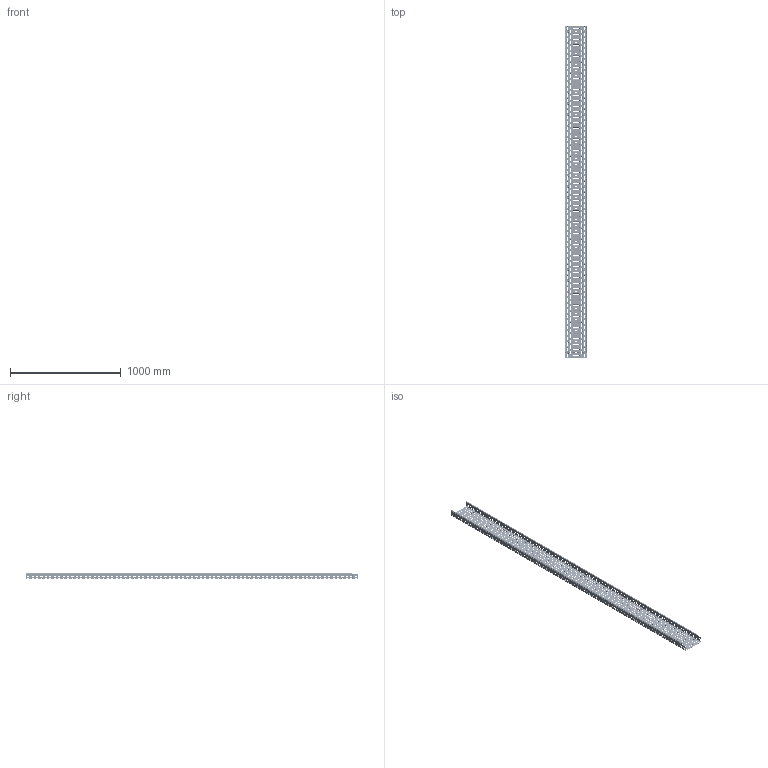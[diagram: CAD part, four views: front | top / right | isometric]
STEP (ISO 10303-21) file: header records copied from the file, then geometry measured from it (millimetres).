
FILE_DESCRIPTION(/* description */ (''),/* implementation_level */ '2;1');
FILE_NAME(/* name */ 'KGJ_KGOJ200H60_3.stp',/* time_stamp */ '2020-03-24T14:12:31+01:00',/* author */ ('stanislaw.luczak'),/* organization */ (''),/* preprocessor_version */ 'ST-DEVELOPER v18',/* originating_system */ 'Autodesk Inventor 2020',/* authorisation */ '');
FILE_SCHEMA (('AUTOMOTIVE_DESIGN { 1 0 10303 214 3 1 1 }'));
Products named in the file (1): KGJ200H60_3
Bounding box: 202 x 3000 x 62.17 mm (x, y, z)
Volume: 898525.6 mm3; surface area: 1847203 mm2
Topology: 1 solids, 1 shells, 13082 faces, 31099 edges, 18807 vertices
Faces by surface type: plane 4813, cylinder 4653, torus 2390, cone 1192, bspline 34
Full cylindrical faces by diameter (mm): 11 x44
Entity records: 378721 total; most frequent: DIRECTION 70802, CARTESIAN_POINT 64097, ORIENTED_EDGE 62198, EDGE_CURVE 31099, AXIS2_PLACEMENT_3D 26702, VERTEX_POINT 18807, LINE 17398, VECTOR 17398
